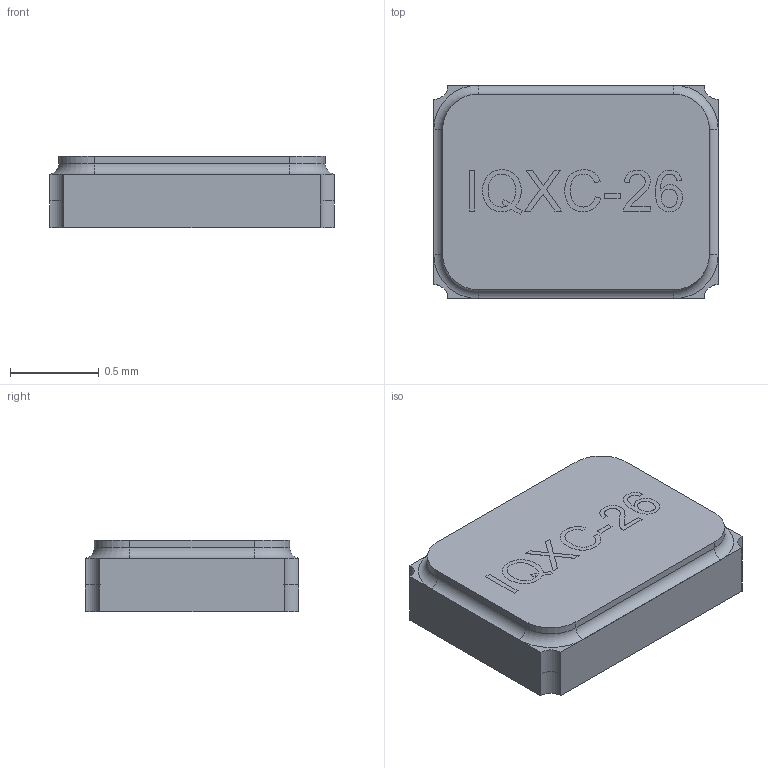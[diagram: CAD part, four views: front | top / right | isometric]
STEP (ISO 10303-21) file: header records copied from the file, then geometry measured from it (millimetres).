
FILE_DESCRIPTION(/* description */ ('Unknown'),/* implementation_level */ '2;1');
FILE_NAME(/* name */ 'IQXC-26',/* time_stamp */ '2021-03-17T13:21:11+00:00',/* author */ ('Chris Pavey'),/* organization */ ('IQD Frequency Products'),/* preprocessor_version */ 'ST-DEVELOPER v16.7',/* originating_system */ 'DEX',/* authorisation */ $);
FILE_SCHEMA (('AUTOMOTIVE_DESIGN {1 0 10303 214 3 1 1}'));
Length unit declared in the file: millimetre
Products named in the file (4): IQXC-26; Body; Pins; Cover
Assembly tree (3 placements, depth 2):
  IQXC-26
    Body
    Pins
    Cover
Bounding box: 1.6 x 1.2 x 0.4 mm (x, y, z)
Volume: 0.7 mm3; surface area: 13.7 mm2
Topology: 6 solids, 6 shells, 153 faces, 372 edges, 240 vertices
Faces by surface type: plane 112, cylinder 20, bspline 17, torus 4
Entity records: 5900 total; most frequent: CARTESIAN_POINT 1581, ORIENTED_EDGE 742, DIRECTION 607, EDGE_CURVE 371, LINE 247, VECTOR 247, VERTEX_POINT 240, AXIS2_PLACEMENT_3D 180
